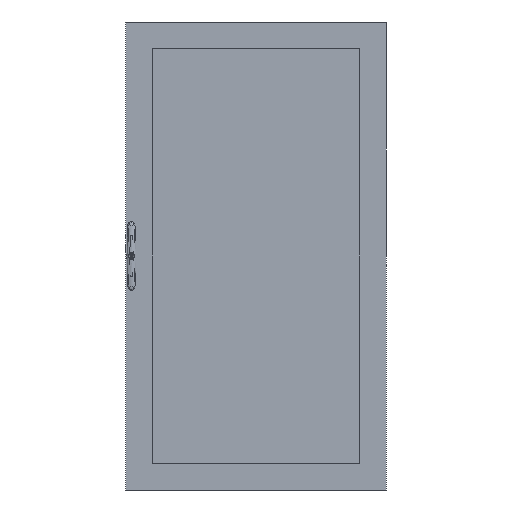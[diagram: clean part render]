
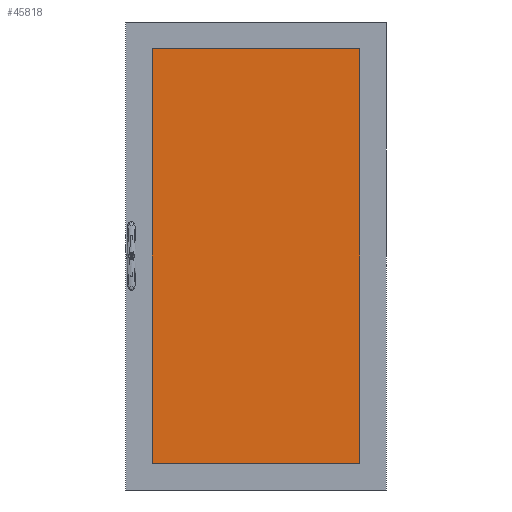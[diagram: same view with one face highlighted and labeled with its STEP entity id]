
A CAD part, front view. The second image highlights one B-rep face of the part: STEP entity #45818.
In plain terms, the highlighted planar face has unit normal (0, -1, 0).
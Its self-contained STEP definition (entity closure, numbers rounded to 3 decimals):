
#23 = CARTESIAN_POINT ( 'NONE',  ( 16.437, 0., -31.752 ) ) ;
#2951 = CARTESIAN_POINT ( 'NONE',  ( 16.437, 0., -31.752 ) ) ;
#4467 = VERTEX_POINT ( 'NONE', #88804 ) ;
#10213 = LINE ( 'NONE', #90748, #49831 ) ;
#11113 = CARTESIAN_POINT ( 'NONE',  ( -16.437, 0., -31.752 ) ) ;
#24220 = LINE ( 'NONE', #64439, #78866 ) ;
#28413 = LINE ( 'NONE', #47243, #46062 ) ;
#36767 = AXIS2_PLACEMENT_3D ( 'NONE', #49212, #88822, #47894 ) ;
#40245 = EDGE_CURVE ( 'NONE', #4467, #127756, #24220, .T. ) ;
#40951 = DIRECTION ( 'NONE',  ( 0., 0., -1. ) ) ;
#45818 = ADVANCED_FACE ( 'NONE', ( #101504 ), #108926, .T. ) ;
#46062 = VECTOR ( 'NONE', #69274, 39.37 ) ;
#47243 = CARTESIAN_POINT ( 'NONE',  ( -16.437, 0., 31.752 ) ) ;
#47894 = DIRECTION ( 'NONE',  ( 0., 0., 1. ) ) ;
#49212 = CARTESIAN_POINT ( 'NONE',  ( 0., 0., 0. ) ) ;
#49831 = VECTOR ( 'NONE', #59850, 39.37 ) ;
#51021 = LINE ( 'NONE', #23, #108433 ) ;
#52305 = CARTESIAN_POINT ( 'NONE',  ( 16.437, 0., 31.752 ) ) ;
#55184 = VERTEX_POINT ( 'NONE', #2951 ) ;
#55741 = DIRECTION ( 'NONE',  ( 1., 0., 0. ) ) ;
#59850 = DIRECTION ( 'NONE',  ( -1., 0., 0. ) ) ;
#64439 = CARTESIAN_POINT ( 'NONE',  ( 16.437, 0., 31.752 ) ) ;
#69274 = DIRECTION ( 'NONE',  ( 0., 0., 1. ) ) ;
#77054 = EDGE_LOOP ( 'NONE', ( #131554, #89309, #84428, #101716 ) ) ;
#78367 = EDGE_CURVE ( 'NONE', #98741, #4467, #28413, .T. ) ;
#78866 = VECTOR ( 'NONE', #55741, 39.37 ) ;
#84428 = ORIENTED_EDGE ( 'NONE', *, *, #129309, .F. ) ;
#88804 = CARTESIAN_POINT ( 'NONE',  ( -16.437, 0., 31.752 ) ) ;
#88822 = DIRECTION ( 'NONE',  ( 0., -1., 0. ) ) ;
#89309 = ORIENTED_EDGE ( 'NONE', *, *, #93640, .F. ) ;
#90748 = CARTESIAN_POINT ( 'NONE',  ( -16.437, 0., -31.752 ) ) ;
#93640 = EDGE_CURVE ( 'NONE', #55184, #98741, #10213, .T. ) ;
#98741 = VERTEX_POINT ( 'NONE', #11113 ) ;
#101504 = FACE_OUTER_BOUND ( 'NONE', #77054, .T. ) ;
#101716 = ORIENTED_EDGE ( 'NONE', *, *, #40245, .F. ) ;
#108433 = VECTOR ( 'NONE', #40951, 39.37 ) ;
#108926 = PLANE ( 'NONE',  #36767 ) ;
#127756 = VERTEX_POINT ( 'NONE', #52305 ) ;
#129309 = EDGE_CURVE ( 'NONE', #127756, #55184, #51021, .T. ) ;
#131554 = ORIENTED_EDGE ( 'NONE', *, *, #78367, .F. ) ;
